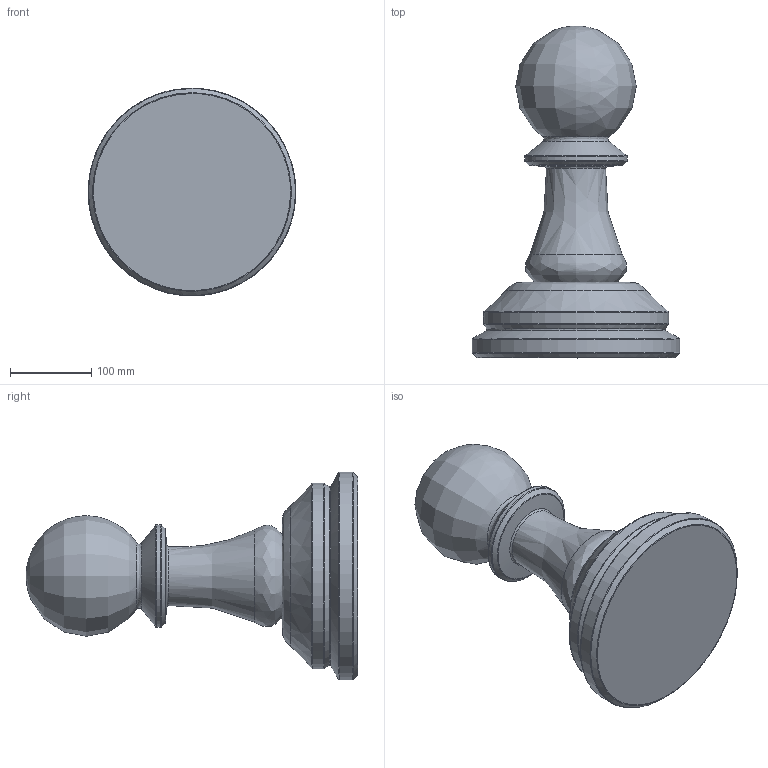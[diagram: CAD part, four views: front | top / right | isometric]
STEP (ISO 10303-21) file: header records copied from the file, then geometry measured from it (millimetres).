
FILE_DESCRIPTION ((), '1');
FILE_NAME ('Rio_Fortian__Hooby__Chess_Pieces__Pawn.stp', '2019-06-17T08:48:30', ('Unknown'), ('Unknown'), 'HarmonyWare STEP v1.7.11', 'HarmonyWare Translators', '');
FILE_SCHEMA (('CONFIG_CONTROL_DESIGN'));
Length unit declared in the file: centimetre
Products named in the file (1): Pawn
Bounding box: 255.47 x 408.27 x 255.39 mm (x, y, z)
Volume: 6587074.5 mm3; surface area: 270623.4 mm2
Topology: 1 solids, 1 shells, 28 faces, 55 edges, 28 vertices
Faces by surface type: bspline 28
Entity records: 1794 total; most frequent: CARTESIAN_POINT 1414, ORIENTED_EDGE 108, EDGE_CURVE 54, VERTEX_POINT 28, EDGE_LOOP 28, FACE_OUTER_BOUND 28, ADVANCED_FACE 28, PERSON 8
